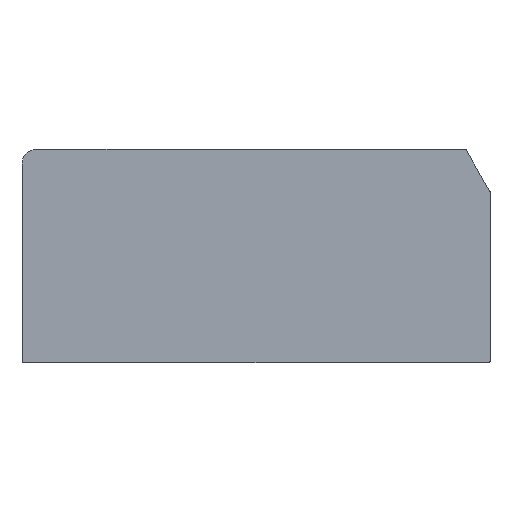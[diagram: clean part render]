
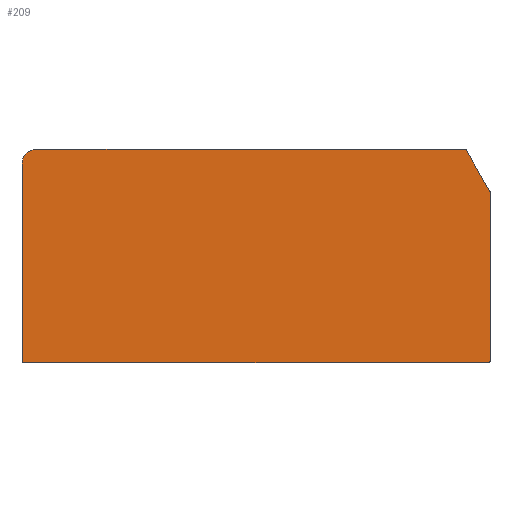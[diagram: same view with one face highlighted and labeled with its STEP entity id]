
A CAD part, top view. The second image highlights one B-rep face of the part: STEP entity #209.
In plain terms, the highlighted planar face has unit normal (0, 0, 1).
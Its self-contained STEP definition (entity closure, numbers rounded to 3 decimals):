
#1 = EDGE_LOOP ( 'NONE', ( #190, #130, #81, #24, #223, #5, #99, #103, #131, #124 ) ) ;
#5 = ORIENTED_EDGE ( 'NONE', *, *, #565, .T. ) ;
#15 = VERTEX_POINT ( 'NONE', #471 ) ;
#24 = ORIENTED_EDGE ( 'NONE', *, *, #562, .T. ) ;
#45 = VECTOR ( 'NONE', #222, 1000. ) ;
#47 = LINE ( 'NONE', #228, #45 ) ;
#48 = VECTOR ( 'NONE', #235, 1000. ) ;
#49 = VECTOR ( 'NONE', #229, 1000. ) ;
#50 = LINE ( 'NONE', #264, #49 ) ;
#51 = VECTOR ( 'NONE', #265, 1000. ) ;
#52 = LINE ( 'NONE', #522, #48 ) ;
#53 = LINE ( 'NONE', #256, #51 ) ;
#55 = VERTEX_POINT ( 'NONE', #542 ) ;
#56 = VECTOR ( 'NONE', #279, 1000. ) ;
#58 = CIRCLE ( 'NONE', #123, 0.2 ) ;
#60 = CIRCLE ( 'NONE', #144, 1.9 ) ;
#61 = LINE ( 'NONE', #276, #56 ) ;
#67 = CIRCLE ( 'NONE', #161, 0.2 ) ;
#74 = CIRCLE ( 'NONE', #164, 0.2 ) ;
#81 = ORIENTED_EDGE ( 'NONE', *, *, #561, .F. ) ;
#85 = CIRCLE ( 'NONE', #169, 0.2 ) ;
#91 = VERTEX_POINT ( 'NONE', #474 ) ;
#98 = VERTEX_POINT ( 'NONE', #451 ) ;
#99 = ORIENTED_EDGE ( 'NONE', *, *, #523, .T. ) ;
#103 = ORIENTED_EDGE ( 'NONE', *, *, #566, .T. ) ;
#123 = AXIS2_PLACEMENT_3D ( 'NONE', #252, #249, #142 ) ;
#124 = ORIENTED_EDGE ( 'NONE', *, *, #568, .T. ) ;
#130 = ORIENTED_EDGE ( 'NONE', *, *, #558, .T. ) ;
#131 = ORIENTED_EDGE ( 'NONE', *, *, #541, .T. ) ;
#133 = VERTEX_POINT ( 'NONE', #581 ) ;
#142 = DIRECTION ( 'NONE',  ( -1., 0., 0. ) ) ;
#144 = AXIS2_PLACEMENT_3D ( 'NONE', #273, #272, #270 ) ;
#161 = AXIS2_PLACEMENT_3D ( 'NONE', #294, #238, #288 ) ;
#164 = AXIS2_PLACEMENT_3D ( 'NONE', #308, #307, #305 ) ;
#169 = AXIS2_PLACEMENT_3D ( 'NONE', #329, #328, #326 ) ;
#173 = FACE_OUTER_BOUND ( 'NONE', #1, .T. ) ;
#190 = ORIENTED_EDGE ( 'NONE', *, *, #556, .F. ) ;
#203 = VERTEX_POINT ( 'NONE', #462 ) ;
#209 = ADVANCED_FACE ( 'NONE', ( #173 ), #443, .T. ) ;
#222 = DIRECTION ( 'NONE',  ( -1., 0., 0. ) ) ;
#223 = ORIENTED_EDGE ( 'NONE', *, *, #535, .T. ) ;
#228 = CARTESIAN_POINT ( 'NONE',  ( 1.9, 27.3, 1.3 ) ) ;
#229 = DIRECTION ( 'NONE',  ( -0.5, 0.866, 0. ) ) ;
#235 = DIRECTION ( 'NONE',  ( 0., 1., 0. ) ) ;
#238 = DIRECTION ( 'NONE',  ( 0., 0., 1. ) ) ;
#241 = VERTEX_POINT ( 'NONE', #366 ) ;
#243 = VERTEX_POINT ( 'NONE', #368 ) ;
#245 = AXIS2_PLACEMENT_3D ( 'NONE', #427, #423, #421 ) ;
#249 = DIRECTION ( 'NONE',  ( 0., 0., -1. ) ) ;
#252 = CARTESIAN_POINT ( 'NONE',  ( 0.2, 0.2, 1.3 ) ) ;
#256 = CARTESIAN_POINT ( 'NONE',  ( 0.2, 0., 1.3 ) ) ;
#264 = CARTESIAN_POINT ( 'NONE',  ( 59.773, 21.941, 1.3 ) ) ;
#265 = DIRECTION ( 'NONE',  ( 1., 0., 0. ) ) ;
#270 = DIRECTION ( 'NONE',  ( -1., 0., 0. ) ) ;
#272 = DIRECTION ( 'NONE',  ( 0., 0., -1. ) ) ;
#273 = CARTESIAN_POINT ( 'NONE',  ( 1.9, 25.4, 1.3 ) ) ;
#276 = CARTESIAN_POINT ( 'NONE',  ( 0., 0.2, 1.3 ) ) ;
#279 = DIRECTION ( 'NONE',  ( 0., -1., 0. ) ) ;
#287 = CARTESIAN_POINT ( 'NONE',  ( 59.8, 21.841, 1.3 ) ) ;
#288 = DIRECTION ( 'NONE',  ( -1., 0., 0. ) ) ;
#294 = CARTESIAN_POINT ( 'NONE',  ( 56.564, 27.1, 1.3 ) ) ;
#305 = DIRECTION ( 'NONE',  ( -1., 0., 0. ) ) ;
#307 = DIRECTION ( 'NONE',  ( 0., 0., 1. ) ) ;
#308 = CARTESIAN_POINT ( 'NONE',  ( 59.6, 0.2, 1.3 ) ) ;
#326 = DIRECTION ( 'NONE',  ( -1., 0., 0. ) ) ;
#328 = DIRECTION ( 'NONE',  ( 0., 0., 1. ) ) ;
#329 = CARTESIAN_POINT ( 'NONE',  ( 59.6, 21.841, 1.3 ) ) ;
#359 = CARTESIAN_POINT ( 'NONE',  ( 0., 25.4, 1.3 ) ) ;
#366 = CARTESIAN_POINT ( 'NONE',  ( 56.737, 27.2, 1.3 ) ) ;
#368 = CARTESIAN_POINT ( 'NONE',  ( 56.564, 27.3, 1.3 ) ) ;
#421 = DIRECTION ( 'NONE',  ( 1., 0., 0. ) ) ;
#423 = DIRECTION ( 'NONE',  ( 0., 0., 1. ) ) ;
#427 = CARTESIAN_POINT ( 'NONE',  ( 0.2, 0.2, 1.3 ) ) ;
#443 = PLANE ( 'NONE',  #245 ) ;
#451 = CARTESIAN_POINT ( 'NONE',  ( 1.9, 27.3, 1.3 ) ) ;
#462 = CARTESIAN_POINT ( 'NONE',  ( 0., 0.2, 1.3 ) ) ;
#471 = CARTESIAN_POINT ( 'NONE',  ( 59.8, 0.2, 1.3 ) ) ;
#474 = CARTESIAN_POINT ( 'NONE',  ( 59.6, 0., 1.3 ) ) ;
#507 = VERTEX_POINT ( 'NONE', #359 ) ;
#522 = CARTESIAN_POINT ( 'NONE',  ( 59.8, 0.2, 1.3 ) ) ;
#523 = EDGE_CURVE ( 'NONE', #547, #133, #85, .T. ) ;
#535 = EDGE_CURVE ( 'NONE', #91, #15, #74, .T. ) ;
#541 = EDGE_CURVE ( 'NONE', #241, #243, #67, .T. ) ;
#542 = CARTESIAN_POINT ( 'NONE',  ( 0.2, 0., 1.3 ) ) ;
#547 = VERTEX_POINT ( 'NONE', #287 ) ;
#556 = EDGE_CURVE ( 'NONE', #507, #98, #60, .T. ) ;
#558 = EDGE_CURVE ( 'NONE', #507, #203, #61, .T. ) ;
#561 = EDGE_CURVE ( 'NONE', #55, #203, #58, .T. ) ;
#562 = EDGE_CURVE ( 'NONE', #55, #91, #53, .T. ) ;
#565 = EDGE_CURVE ( 'NONE', #15, #547, #52, .T. ) ;
#566 = EDGE_CURVE ( 'NONE', #133, #241, #50, .T. ) ;
#568 = EDGE_CURVE ( 'NONE', #243, #98, #47, .T. ) ;
#581 = CARTESIAN_POINT ( 'NONE',  ( 59.773, 21.941, 1.3 ) ) ;
